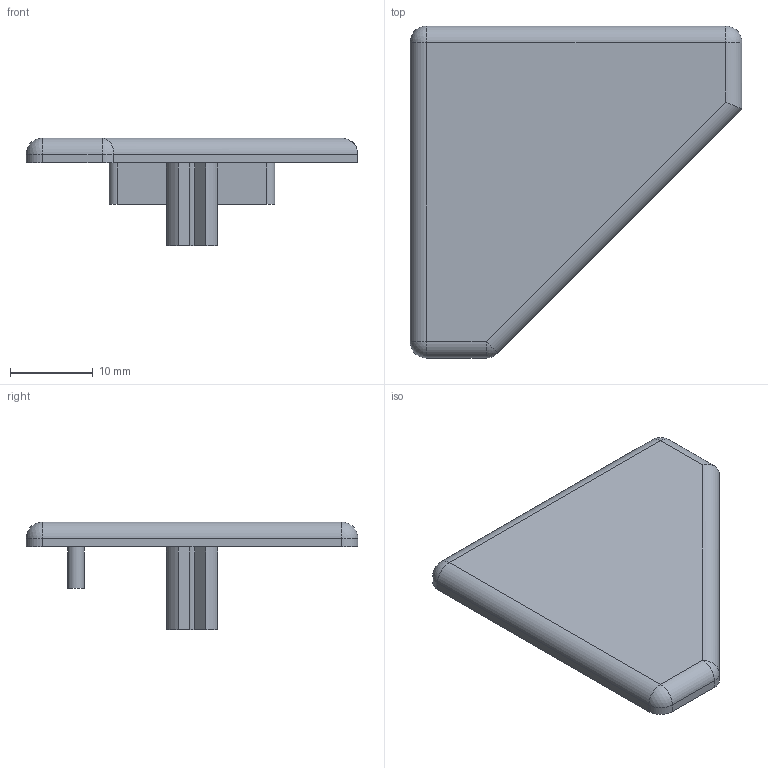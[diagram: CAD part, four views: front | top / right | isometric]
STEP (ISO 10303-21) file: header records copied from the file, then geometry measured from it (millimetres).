
FILE_DESCRIPTION(/* description */ ('TAPPO 40x40 45° NERO'),/* implementation_level */ '2;1');
FILE_NAME(/* name */ '18.004.00.stp',/* time_stamp */ '2015-02-11T16:01:33+01:00',/* author */ ('SJouini'),/* organization */ (''),/* preprocessor_version */ 'ST-DEVELOPER v15.2',/* originating_system */ 'Autodesk Inventor 2014',/* authorisation */ '');
FILE_SCHEMA (('AUTOMOTIVE_DESIGN { 1 0 10303 214 3 1 1 }'));
Length unit declared in the file: millimetre
Products named in the file (1): 18.004.00
Bounding box: 40 x 40 x 13 mm (x, y, z)
Volume: 3760.5 mm3; surface area: 3063 mm2
Topology: 1 solids, 1 shells, 42 faces, 101 edges, 63 vertices
Faces by surface type: cylinder 19, plane 19, sphere 4
Entity records: 1239 total; most frequent: DIRECTION 224, CARTESIAN_POINT 207, ORIENTED_EDGE 202, EDGE_CURVE 101, AXIS2_PLACEMENT_3D 80, LINE 64, VECTOR 64, VERTEX_POINT 63
